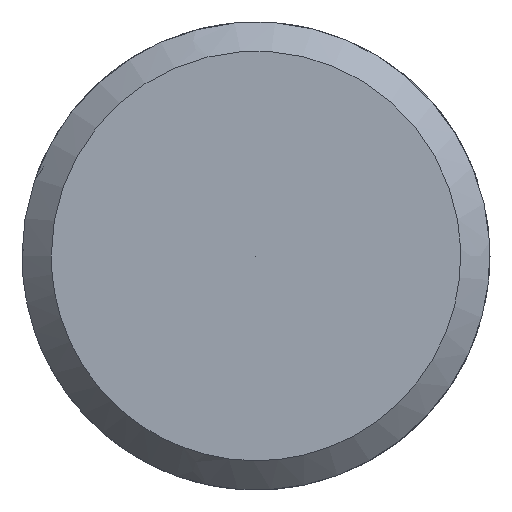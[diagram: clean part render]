
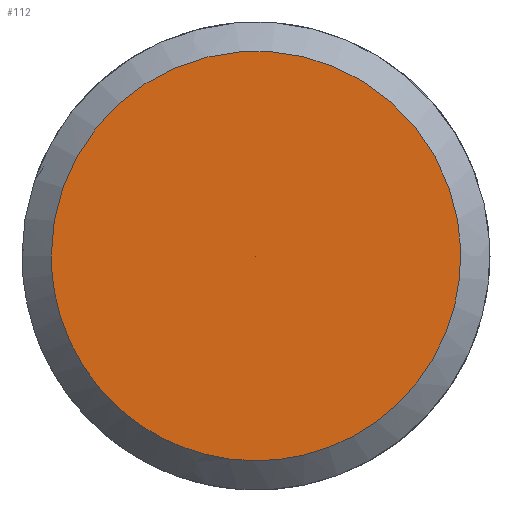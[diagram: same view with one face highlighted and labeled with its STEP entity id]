
A CAD part, left-side view. The second image highlights one B-rep face of the part: STEP entity #112.
In plain terms, the highlighted free-form (B-spline) face has degree [5, 1] with [6, 2] control points.
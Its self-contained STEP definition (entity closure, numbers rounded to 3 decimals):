
#78 = CARTESIAN_POINT ('', (-89., 0., 0.));
#79 = VERTEX_POINT ('', #78);
#80 = CARTESIAN_POINT ('', (-89., 3.5, 0.));
#81 = VERTEX_POINT ('', #80);
#82 = CARTESIAN_POINT ('', (-89., 0., 0.));
#83 = CARTESIAN_POINT ('', (-89., 3.5, 0.));
#84 = B_SPLINE_CURVE_WITH_KNOTS ('', 1, (#82, #83), .UNSPECIFIED., .F., .U., (2, 2), (0., 1.), .UNSPECIFIED.);
#85 = EDGE_CURVE ('', #79, #81, #84, .T.);
#86 = ORIENTED_EDGE ('', *, *, #85, .F.);
#87 = ORIENTED_EDGE ('', *, *, #85, .T.);
#88 = CARTESIAN_POINT ('', (-89., 3.5, 0.));
#89 = CARTESIAN_POINT ('', (-89., 3.5, 14.));
#90 = CARTESIAN_POINT ('', (-89., -10.5, 7.));
#91 = CARTESIAN_POINT ('', (-89., -10.5, -7.));
#92 = CARTESIAN_POINT ('', (-89., 3.5, -14.));
#93 = CARTESIAN_POINT ('', (-89., 3.5, 0.));
#94 = (
   BOUNDED_CURVE ()
   B_SPLINE_CURVE (5, (#88, #89, #90, #91, #92, #93), .UNSPECIFIED., .T., .U.)
   B_SPLINE_CURVE_WITH_KNOTS ((6, 6), (0., 1.), .UNSPECIFIED.)
   CURVE ()
   GEOMETRIC_REPRESENTATION_ITEM ()
   RATIONAL_B_SPLINE_CURVE ((5., 1., 1., 1., 1., 5.))
   REPRESENTATION_ITEM ('')
);
#95 = EDGE_CURVE ('', #81, #81, #94, .T.);
#96 = ORIENTED_EDGE ('', *, *, #95, .F.);
#97 = EDGE_LOOP ('', (#86, #87, #96));
#98 = FACE_OUTER_BOUND ('', #97, .T.);
#99 = CARTESIAN_POINT ('', (-89., 0., 0.));
#100 = CARTESIAN_POINT ('', (-89., 3.5, 0.));
#101 = CARTESIAN_POINT ('', (-89., 0., 0.));
#102 = CARTESIAN_POINT ('', (-89., 3.5, 14.));
#103 = CARTESIAN_POINT ('', (-89., 0., 0.));
#104 = CARTESIAN_POINT ('', (-89., -10.5, 7.));
#105 = CARTESIAN_POINT ('', (-89., 0., 0.));
#106 = CARTESIAN_POINT ('', (-89., -10.5, -7.));
#107 = CARTESIAN_POINT ('', (-89., 0., 0.));
#108 = CARTESIAN_POINT ('', (-89., 3.5, -14.));
#109 = CARTESIAN_POINT ('', (-89., 0., 0.));
#110 = CARTESIAN_POINT ('', (-89., 3.5, 0.));
#111 = (
   BOUNDED_SURFACE ()
   B_SPLINE_SURFACE (5, 1, ((#99, #100), (#101, #102), (#103, #104), (#105, #106), (#107, #108), (#109, #110)), .UNSPECIFIED., .T., .F., .U.)
   B_SPLINE_SURFACE_WITH_KNOTS ((6, 6), (2, 2), (0., 1.), (0., 1.), .UNSPECIFIED.)
   SURFACE ()
   GEOMETRIC_REPRESENTATION_ITEM ()
   RATIONAL_B_SPLINE_SURFACE (((5., 5.), (1., 1.), (1., 1.), (1., 1.), (1., 1.), (5., 5.)))
   REPRESENTATION_ITEM ('')
);
#112 = ADVANCED_FACE ('', (#98), #111, .T.);
